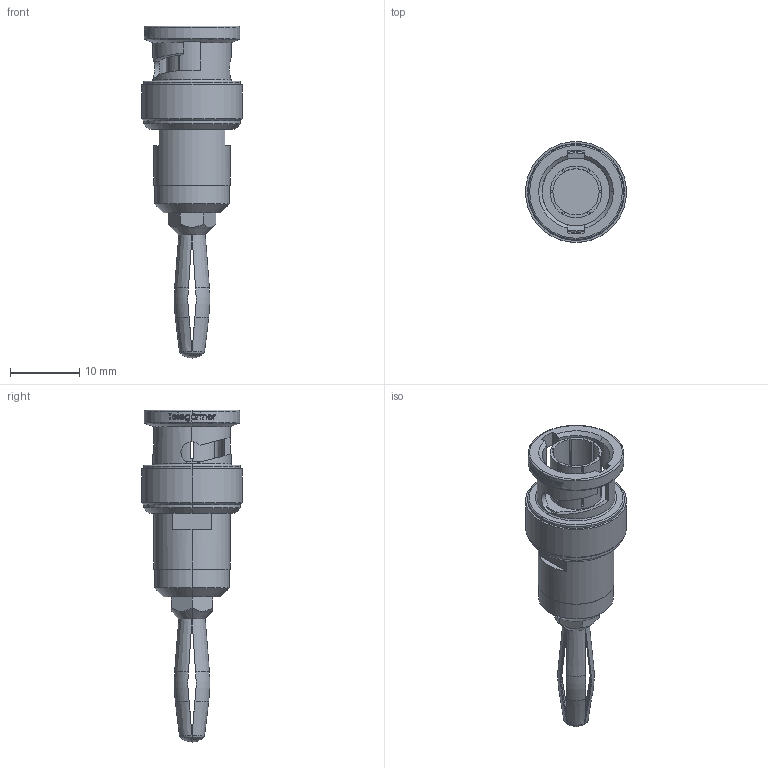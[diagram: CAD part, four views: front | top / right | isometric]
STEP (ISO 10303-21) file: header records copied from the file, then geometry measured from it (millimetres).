
FILE_DESCRIPTION (( 'STEP AP214' ), '1' );
FILE_NAME ('J01008A0628.STEP', '2018-04-24T14:29:16', ( '' ), ( '' ), 'SwSTEP 2.0', 'SolidWorks 2017', '' );
FILE_SCHEMA (( 'AUTOMOTIVE_DESIGN' ));
Length unit declared in the file: millimetre
Products named in the file (1): J01008A0628
Bounding box: 14.6 x 14.6 x 48 mm (x, y, z)
Volume: 2686.1 mm3; surface area: 2355.2 mm2
Topology: 1 solids, 1 shells, 335 faces, 905 edges, 587 vertices
Faces by surface type: plane 141, bspline 78, cylinder 67, cone 25, torus 20, sphere 4
Entity records: 17196 total; most frequent: CARTESIAN_POINT 5788, ORIENTED_EDGE 1810, DIRECTION 1316, EDGE_CURVE 905, VERTEX_POINT 587, AXIS2_PLACEMENT_3D 469, VECTOR 378, LINE 378
